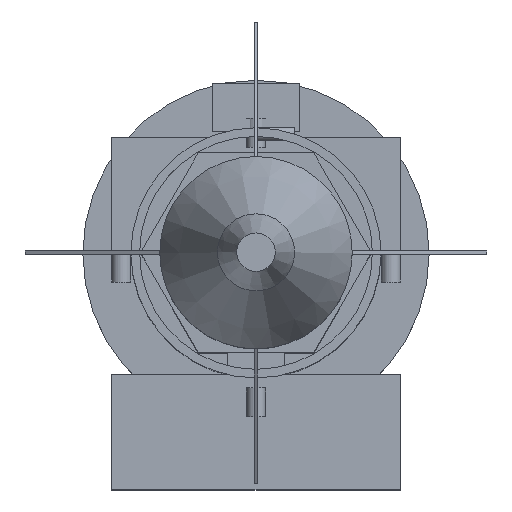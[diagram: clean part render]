
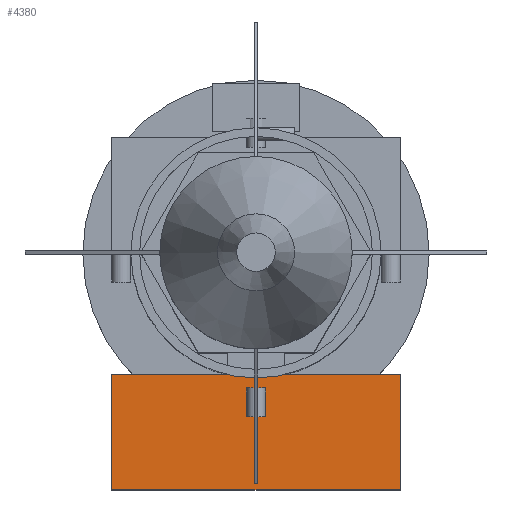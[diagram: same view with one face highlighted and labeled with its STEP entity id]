
A CAD part, top view. The second image highlights one B-rep face of the part: STEP entity #4380.
In plain terms, the highlighted face is planar.
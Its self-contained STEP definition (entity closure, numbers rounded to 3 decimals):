
#4128 = PLANE('',#4129);
#4129 = AXIS2_PLACEMENT_3D('',#4130,#4131,#4132);
#4130 = CARTESIAN_POINT('',(0.,0.,0.));
#4131 = DIRECTION('',(1.,0.,-0.));
#4132 = DIRECTION('',(0.,0.,1.));
#4153 = VERTEX_POINT('',#4154);
#4154 = CARTESIAN_POINT('',(0.,60.,0.));
#4168 = PLANE('',#4169);
#4169 = AXIS2_PLACEMENT_3D('',#4170,#4171,#4172);
#4170 = CARTESIAN_POINT('',(0.,0.,0.));
#4171 = DIRECTION('',(0.,0.,1.));
#4172 = DIRECTION('',(1.,0.,-0.));
#4180 = EDGE_CURVE('',#4153,#4181,#4183,.T.);
#4181 = VERTEX_POINT('',#4182);
#4182 = CARTESIAN_POINT('',(0.,60.,1200.));
#4183 = SURFACE_CURVE('',#4184,(#4188,#4195),.PCURVE_S1.);
#4184 = LINE('',#4185,#4186);
#4185 = CARTESIAN_POINT('',(0.,60.,0.));
#4186 = VECTOR('',#4187,1.);
#4187 = DIRECTION('',(0.,0.,1.));
#4188 = PCURVE('',#4128,#4189);
#4189 = DEFINITIONAL_REPRESENTATION('',(#4190),#4194);
#4190 = LINE('',#4191,#4192);
#4191 = CARTESIAN_POINT('',(0.,-60.));
#4192 = VECTOR('',#4193,1.);
#4193 = DIRECTION('',(1.,0.));
#4194 = ( GEOMETRIC_REPRESENTATION_CONTEXT(2) 
PARAMETRIC_REPRESENTATION_CONTEXT() REPRESENTATION_CONTEXT('2D SPACE',''
  ) );
#4195 = PCURVE('',#4196,#4201);
#4196 = PLANE('',#4197);
#4197 = AXIS2_PLACEMENT_3D('',#4198,#4199,#4200);
#4198 = CARTESIAN_POINT('',(0.,60.,0.));
#4199 = DIRECTION('',(-0.,1.,0.));
#4200 = DIRECTION('',(0.,0.,1.));
#4201 = DEFINITIONAL_REPRESENTATION('',(#4202),#4206);
#4202 = LINE('',#4203,#4204);
#4203 = CARTESIAN_POINT('',(0.,0.));
#4204 = VECTOR('',#4205,1.);
#4205 = DIRECTION('',(1.,0.));
#4206 = ( GEOMETRIC_REPRESENTATION_CONTEXT(2) 
PARAMETRIC_REPRESENTATION_CONTEXT() REPRESENTATION_CONTEXT('2D SPACE',''
  ) );
#4222 = PLANE('',#4223);
#4223 = AXIS2_PLACEMENT_3D('',#4224,#4225,#4226);
#4224 = CARTESIAN_POINT('',(0.,0.,1200.));
#4225 = DIRECTION('',(0.,0.,1.));
#4226 = DIRECTION('',(1.,0.,-0.));
#4248 = PLANE('',#4249);
#4249 = AXIS2_PLACEMENT_3D('',#4250,#4251,#4252);
#4250 = CARTESIAN_POINT('',(3000.,0.,0.));
#4251 = DIRECTION('',(1.,0.,-0.));
#4252 = DIRECTION('',(0.,0.,1.));
#4268 = VERTEX_POINT('',#4269);
#4269 = CARTESIAN_POINT('',(3000.,60.,0.));
#4290 = EDGE_CURVE('',#4268,#4291,#4293,.T.);
#4291 = VERTEX_POINT('',#4292);
#4292 = CARTESIAN_POINT('',(3000.,60.,1200.));
#4293 = SURFACE_CURVE('',#4294,(#4298,#4305),.PCURVE_S1.);
#4294 = LINE('',#4295,#4296);
#4295 = CARTESIAN_POINT('',(3000.,60.,0.));
#4296 = VECTOR('',#4297,1.);
#4297 = DIRECTION('',(0.,0.,1.));
#4298 = PCURVE('',#4248,#4299);
#4299 = DEFINITIONAL_REPRESENTATION('',(#4300),#4304);
#4300 = LINE('',#4301,#4302);
#4301 = CARTESIAN_POINT('',(0.,-60.));
#4302 = VECTOR('',#4303,1.);
#4303 = DIRECTION('',(1.,0.));
#4304 = ( GEOMETRIC_REPRESENTATION_CONTEXT(2) 
PARAMETRIC_REPRESENTATION_CONTEXT() REPRESENTATION_CONTEXT('2D SPACE',''
  ) );
#4305 = PCURVE('',#4196,#4306);
#4306 = DEFINITIONAL_REPRESENTATION('',(#4307),#4311);
#4307 = LINE('',#4308,#4309);
#4308 = CARTESIAN_POINT('',(0.,3000.));
#4309 = VECTOR('',#4310,1.);
#4310 = DIRECTION('',(1.,0.));
#4311 = ( GEOMETRIC_REPRESENTATION_CONTEXT(2) 
PARAMETRIC_REPRESENTATION_CONTEXT() REPRESENTATION_CONTEXT('2D SPACE',''
  ) );
#4380 = ADVANCED_FACE('',(#4381),#4196,.T.);
#4381 = FACE_BOUND('',#4382,.T.);
#4382 = EDGE_LOOP('',(#4383,#4404,#4405,#4426));
#4383 = ORIENTED_EDGE('',*,*,#4384,.F.);
#4384 = EDGE_CURVE('',#4153,#4268,#4385,.T.);
#4385 = SURFACE_CURVE('',#4386,(#4390,#4397),.PCURVE_S1.);
#4386 = LINE('',#4387,#4388);
#4387 = CARTESIAN_POINT('',(0.,60.,0.));
#4388 = VECTOR('',#4389,1.);
#4389 = DIRECTION('',(1.,0.,-0.));
#4390 = PCURVE('',#4196,#4391);
#4391 = DEFINITIONAL_REPRESENTATION('',(#4392),#4396);
#4392 = LINE('',#4393,#4394);
#4393 = CARTESIAN_POINT('',(0.,0.));
#4394 = VECTOR('',#4395,1.);
#4395 = DIRECTION('',(0.,1.));
#4396 = ( GEOMETRIC_REPRESENTATION_CONTEXT(2) 
PARAMETRIC_REPRESENTATION_CONTEXT() REPRESENTATION_CONTEXT('2D SPACE',''
  ) );
#4397 = PCURVE('',#4168,#4398);
#4398 = DEFINITIONAL_REPRESENTATION('',(#4399),#4403);
#4399 = LINE('',#4400,#4401);
#4400 = CARTESIAN_POINT('',(0.,60.));
#4401 = VECTOR('',#4402,1.);
#4402 = DIRECTION('',(1.,0.));
#4403 = ( GEOMETRIC_REPRESENTATION_CONTEXT(2) 
PARAMETRIC_REPRESENTATION_CONTEXT() REPRESENTATION_CONTEXT('2D SPACE',''
  ) );
#4404 = ORIENTED_EDGE('',*,*,#4180,.T.);
#4405 = ORIENTED_EDGE('',*,*,#4406,.T.);
#4406 = EDGE_CURVE('',#4181,#4291,#4407,.T.);
#4407 = SURFACE_CURVE('',#4408,(#4412,#4419),.PCURVE_S1.);
#4408 = LINE('',#4409,#4410);
#4409 = CARTESIAN_POINT('',(0.,60.,1200.));
#4410 = VECTOR('',#4411,1.);
#4411 = DIRECTION('',(1.,0.,-0.));
#4412 = PCURVE('',#4196,#4413);
#4413 = DEFINITIONAL_REPRESENTATION('',(#4414),#4418);
#4414 = LINE('',#4415,#4416);
#4415 = CARTESIAN_POINT('',(1200.,0.));
#4416 = VECTOR('',#4417,1.);
#4417 = DIRECTION('',(0.,1.));
#4418 = ( GEOMETRIC_REPRESENTATION_CONTEXT(2) 
PARAMETRIC_REPRESENTATION_CONTEXT() REPRESENTATION_CONTEXT('2D SPACE',''
  ) );
#4419 = PCURVE('',#4222,#4420);
#4420 = DEFINITIONAL_REPRESENTATION('',(#4421),#4425);
#4421 = LINE('',#4422,#4423);
#4422 = CARTESIAN_POINT('',(0.,60.));
#4423 = VECTOR('',#4424,1.);
#4424 = DIRECTION('',(1.,0.));
#4425 = ( GEOMETRIC_REPRESENTATION_CONTEXT(2) 
PARAMETRIC_REPRESENTATION_CONTEXT() REPRESENTATION_CONTEXT('2D SPACE',''
  ) );
#4426 = ORIENTED_EDGE('',*,*,#4290,.F.);
